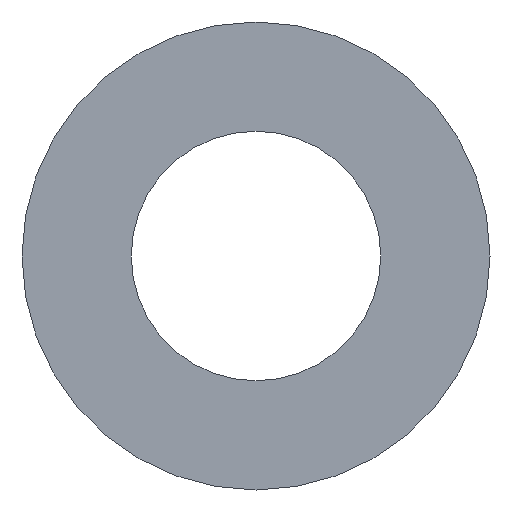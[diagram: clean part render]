
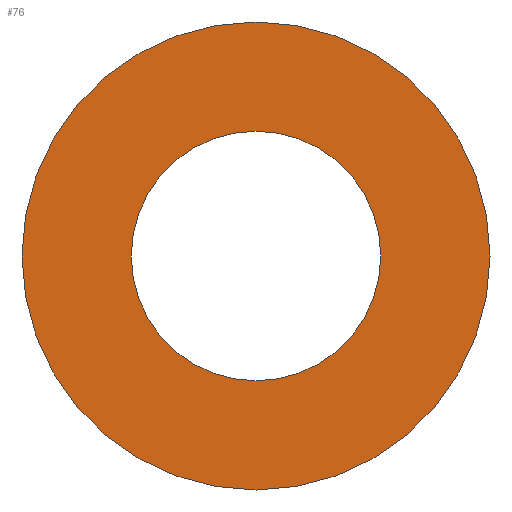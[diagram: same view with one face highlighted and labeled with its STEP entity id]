
A CAD part, front view. The second image highlights one B-rep face of the part: STEP entity #76.
In plain terms, the highlighted planar face has unit normal (0, -1, 0).
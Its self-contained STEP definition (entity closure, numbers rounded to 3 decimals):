
#20 = AXIS2_PLACEMENT_3D ( 'NONE', #234, #243, #103 ) ;
#24 = DIRECTION ( 'NONE',  ( 0., -1., 0. ) ) ;
#25 = EDGE_CURVE ( 'NONE', #32, #141, #238, .T. ) ;
#27 = EDGE_LOOP ( 'NONE', ( #160, #117 ) ) ;
#30 = AXIS2_PLACEMENT_3D ( 'NONE', #206, #218, #223 ) ;
#32 = VERTEX_POINT ( 'NONE', #51 ) ;
#37 = VERTEX_POINT ( 'NONE', #154 ) ;
#38 = CIRCLE ( 'NONE', #20, 1.6 ) ;
#51 = CARTESIAN_POINT ( 'NONE',  ( 0., 0., -3. ) ) ;
#53 = ORIENTED_EDGE ( 'NONE', *, *, #211, .F. ) ;
#61 = PLANE ( 'NONE',  #67 ) ;
#63 = FACE_BOUND ( 'NONE', #130, .T. ) ;
#65 = CARTESIAN_POINT ( 'NONE',  ( 0., 0., -1.6 ) ) ;
#67 = AXIS2_PLACEMENT_3D ( 'NONE', #191, #24, #229 ) ;
#69 = AXIS2_PLACEMENT_3D ( 'NONE', #142, #143, #146 ) ;
#71 = CARTESIAN_POINT ( 'NONE',  ( 0., 0., 3. ) ) ;
#76 = ADVANCED_FACE ( 'NONE', ( #120, #63 ), #61, .T. ) ;
#90 = CARTESIAN_POINT ( 'NONE',  ( 0., 0., 0. ) ) ;
#103 = DIRECTION ( 'NONE',  ( 0., 0., -1. ) ) ;
#104 = CIRCLE ( 'NONE', #30, 3. ) ;
#115 = DIRECTION ( 'NONE',  ( 0., 0., -1. ) ) ;
#117 = ORIENTED_EDGE ( 'NONE', *, *, #205, .T. ) ;
#120 = FACE_OUTER_BOUND ( 'NONE', #27, .T. ) ;
#130 = EDGE_LOOP ( 'NONE', ( #53, #242 ) ) ;
#134 = VERTEX_POINT ( 'NONE', #65 ) ;
#141 = VERTEX_POINT ( 'NONE', #71 ) ;
#142 = CARTESIAN_POINT ( 'NONE',  ( 0., 0., 0. ) ) ;
#143 = DIRECTION ( 'NONE',  ( 0., -1., 0. ) ) ;
#146 = DIRECTION ( 'NONE',  ( 0., 0., -1. ) ) ;
#154 = CARTESIAN_POINT ( 'NONE',  ( 0., 0., 1.6 ) ) ;
#160 = ORIENTED_EDGE ( 'NONE', *, *, #25, .T. ) ;
#186 = DIRECTION ( 'NONE',  ( 0., -1., 0. ) ) ;
#191 = CARTESIAN_POINT ( 'NONE',  ( 1.6, 0., 0. ) ) ;
#194 = EDGE_CURVE ( 'NONE', #37, #134, #195, .T. ) ;
#195 = CIRCLE ( 'NONE', #69, 1.6 ) ;
#205 = EDGE_CURVE ( 'NONE', #141, #32, #104, .T. ) ;
#206 = CARTESIAN_POINT ( 'NONE',  ( 0., 0., 0. ) ) ;
#211 = EDGE_CURVE ( 'NONE', #134, #37, #38, .T. ) ;
#218 = DIRECTION ( 'NONE',  ( 0., -1., 0. ) ) ;
#223 = DIRECTION ( 'NONE',  ( 0., 0., -1. ) ) ;
#229 = DIRECTION ( 'NONE',  ( 0., 0., -1. ) ) ;
#234 = CARTESIAN_POINT ( 'NONE',  ( 0., 0., 0. ) ) ;
#238 = CIRCLE ( 'NONE', #239, 3. ) ;
#239 = AXIS2_PLACEMENT_3D ( 'NONE', #90, #186, #115 ) ;
#242 = ORIENTED_EDGE ( 'NONE', *, *, #194, .F. ) ;
#243 = DIRECTION ( 'NONE',  ( 0., -1., 0. ) ) ;
